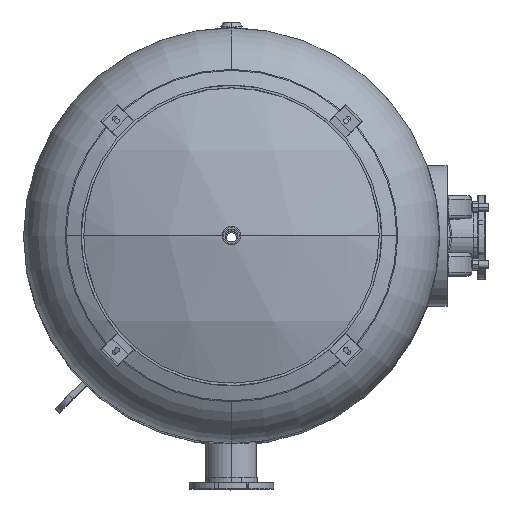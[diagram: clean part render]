
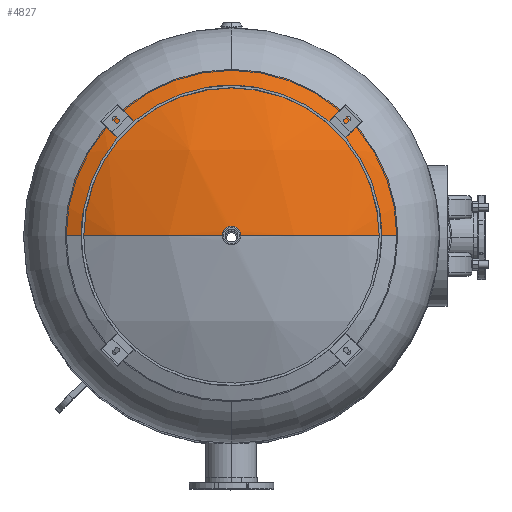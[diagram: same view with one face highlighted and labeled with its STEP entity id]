
A CAD part, top view. The second image highlights one B-rep face of the part: STEP entity #4827.
In plain terms, the highlighted spherical face has radius 1234.44 mm.
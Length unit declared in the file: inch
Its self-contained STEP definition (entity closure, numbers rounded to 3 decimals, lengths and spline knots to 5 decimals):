
#1628 = CARTESIAN_POINT ( 'NONE',  ( 0., 0., 125.81119 ) ) ;
#1630 = DIRECTION ( 'NONE',  ( 0., 0., -1. ) ) ;
#1632 = DIRECTION ( 'NONE',  ( 0., 1., 0. ) ) ;
#1711 = CARTESIAN_POINT ( 'NONE',  ( 0., 0., 130.86333 ) ) ;
#1713 = DIRECTION ( 'NONE',  ( 0., 0., 1. ) ) ;
#1714 = DIRECTION ( 'NONE',  ( -1., 0., 0. ) ) ;
#2036 = AXIS2_PLACEMENT_3D ( 'NONE', #3054, #3061, #3062 ) ;
#3054 = CARTESIAN_POINT ( 'NONE',  ( 0., 0., 82.275 ) ) ;
#3057 = FACE_OUTER_BOUND ( 'NONE', #19435, .T. ) ;
#3058 = SPHERICAL_SURFACE ( 'NONE', #2036, 48.6 ) ;
#3061 = DIRECTION ( 'NONE',  ( 0., -1., 0. ) ) ;
#3062 = DIRECTION ( 'NONE',  ( 1., 0., 0. ) ) ;
#4827 = ADVANCED_FACE ( 'NONE', ( #3057 ), #3058, .T. ) ;
#5075 = EDGE_CURVE ( 'NONE', #18444, #18638, #17883, .T. ) ;
#5081 = EDGE_CURVE ( 'NONE', #18610, #18638, #17891, .T. ) ;
#5086 = EDGE_CURVE ( 'NONE', #18636, #18634, #17901, .T. ) ;
#5866 = CARTESIAN_POINT ( 'NONE',  ( 0., 0., 125.81119 ) ) ;
#5867 = DIRECTION ( 'NONE',  ( 0., 0., -1. ) ) ;
#5868 = DIRECTION ( 'NONE',  ( 0., 1., 0. ) ) ;
#5876 = CARTESIAN_POINT ( 'NONE',  ( 0., 0., 82.275 ) ) ;
#5877 = DIRECTION ( 'NONE',  ( 0., 1., 0. ) ) ;
#5878 = DIRECTION ( 'NONE',  ( 0., 0., 1. ) ) ;
#5887 = CARTESIAN_POINT ( 'NONE',  ( 0., 0., 82.275 ) ) ;
#5888 = DIRECTION ( 'NONE',  ( 0., -1., 0. ) ) ;
#5889 = DIRECTION ( 'NONE',  ( 1., 0., 0. ) ) ;
#16202 = CIRCLE ( 'NONE', #16214, 21.6 ) ;
#16214 = AXIS2_PLACEMENT_3D ( 'NONE', #1628, #1630, #1632 ) ;
#16233 = CIRCLE ( 'NONE', #16236, 1.065 ) ;
#16236 = AXIS2_PLACEMENT_3D ( 'NONE', #1711, #1713, #1714 ) ;
#16852 = CARTESIAN_POINT ( 'NONE',  ( 0., 21.6, 125.81119 ) ) ;
#17018 = CARTESIAN_POINT ( 'NONE',  ( 1.065, 0., 130.86333 ) ) ;
#17042 = CARTESIAN_POINT ( 'NONE',  ( -21.6, 0., 125.81119 ) ) ;
#17044 = CARTESIAN_POINT ( 'NONE',  ( -1.065, 0., 130.86333 ) ) ;
#17046 = CARTESIAN_POINT ( 'NONE',  ( 21.6, 0., 125.81119 ) ) ;
#17883 = CIRCLE ( 'NONE', #17894, 21.6 ) ;
#17891 = CIRCLE ( 'NONE', #17900, 48.6 ) ;
#17894 = AXIS2_PLACEMENT_3D ( 'NONE', #5866, #5867, #5868 ) ;
#17900 = AXIS2_PLACEMENT_3D ( 'NONE', #5876, #5877, #5878 ) ;
#17901 = CIRCLE ( 'NONE', #17906, 48.6 ) ;
#17906 = AXIS2_PLACEMENT_3D ( 'NONE', #5887, #5888, #5889 ) ;
#18444 = VERTEX_POINT ( 'NONE', #16852 ) ;
#18610 = VERTEX_POINT ( 'NONE', #17018 ) ;
#18634 = VERTEX_POINT ( 'NONE', #17042 ) ;
#18636 = VERTEX_POINT ( 'NONE', #17044 ) ;
#18638 = VERTEX_POINT ( 'NONE', #17046 ) ;
#19435 = EDGE_LOOP ( 'NONE', ( #20099, #20097, #20095, #20093, #20091 ) ) ;
#20091 = ORIENTED_EDGE ( 'NONE', *, *, #22130, .F. ) ;
#20093 = ORIENTED_EDGE ( 'NONE', *, *, #5075, .F. ) ;
#20095 = ORIENTED_EDGE ( 'NONE', *, *, #5081, .T. ) ;
#20097 = ORIENTED_EDGE ( 'NONE', *, *, #22141, .F. ) ;
#20099 = ORIENTED_EDGE ( 'NONE', *, *, #5086, .F. ) ;
#22130 = EDGE_CURVE ( 'NONE', #18634, #18444, #16202, .T. ) ;
#22141 = EDGE_CURVE ( 'NONE', #18610, #18636, #16233, .T. ) ;
